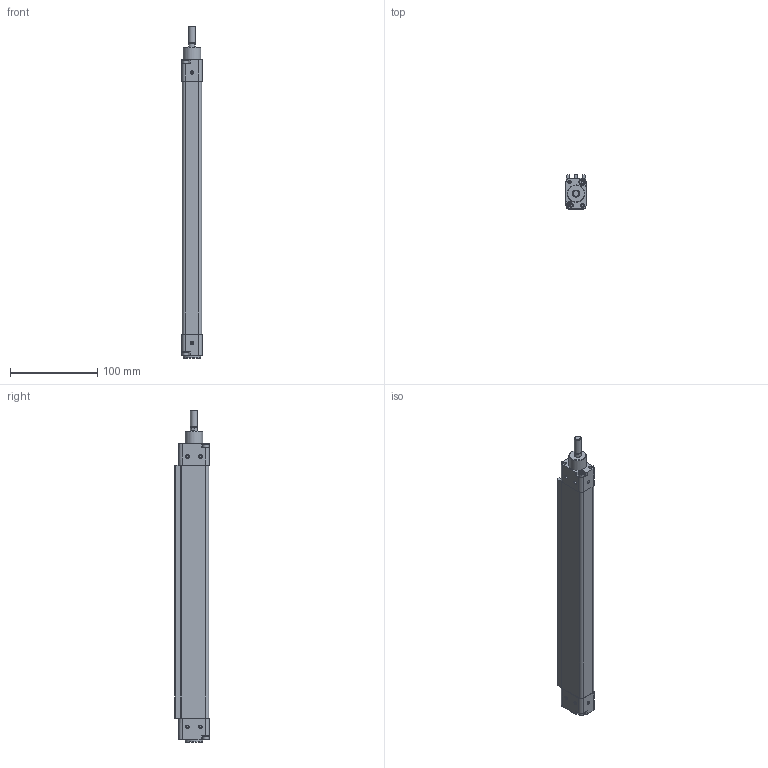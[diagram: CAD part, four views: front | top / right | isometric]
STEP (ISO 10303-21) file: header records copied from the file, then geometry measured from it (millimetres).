
FILE_DESCRIPTION(/* description */ ('STEP AP214'),/* implementation_level */ '2;1');
FILE_NAME(/* name */ '151142_DZH-20-250-PPV-A',/* time_stamp */ '2024-08-23T18:54:36+02:00',/* author */ ('License CC BY-ND 4.0'),/* organization */ ('CADENAS'),/* preprocessor_version */ 'ST-DEVELOPER v19.3',/* originating_system */ 'PARTsolutions',/* authorisation */ ' ');
FILE_SCHEMA (('AUTOMOTIVE_DESIGN {1 0 10303 214 3 1 1}'));
Length unit declared in the file: millimetre
Products named in the file (3): 151142 DZH-20-250-PPV-A---(0); 151142 DZH-20-250-PPV-A---(ZR); 151142 DZH-20-250-PPV-A---(KS)
Assembly tree (2 placements, depth 2):
  151142 DZH-20-250-PPV-A---(0)
    151142 DZH-20-250-PPV-A---(ZR)
    151142 DZH-20-250-PPV-A---(KS)
Bounding box: 23 x 39.5 x 381.5 mm (x, y, z)
Volume: 209289.1 mm3; surface area: 80171.5 mm2
Topology: 2 solids, 2 shells, 302 faces, 683 edges, 414 vertices
Faces by surface type: plane 141, cylinder 83, cone 64, torus 14
Full cylindrical faces by diameter (mm): 3.121 x2, 3.242 x14, 4 x2, 7 x4, 8 x3, 8.566 x2, 20 x2
Entity records: 8027 total; most frequent: DIRECTION 1450, CARTESIAN_POINT 1425, ORIENTED_EDGE 1186, EDGE_CURVE 593, AXIS2_PLACEMENT_3D 584, FACE_BOUND 414, EDGE_LOOP 410, VERTEX_POINT 407
